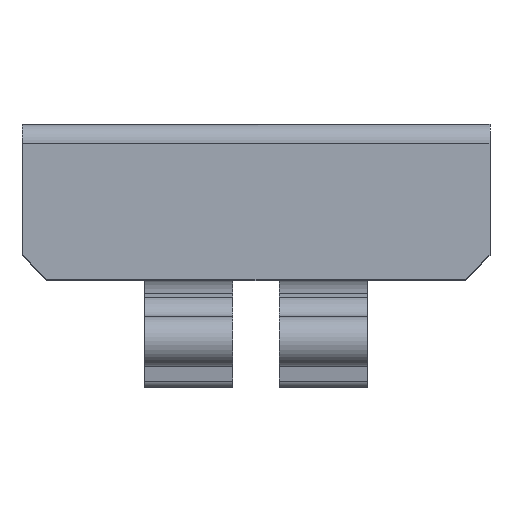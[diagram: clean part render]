
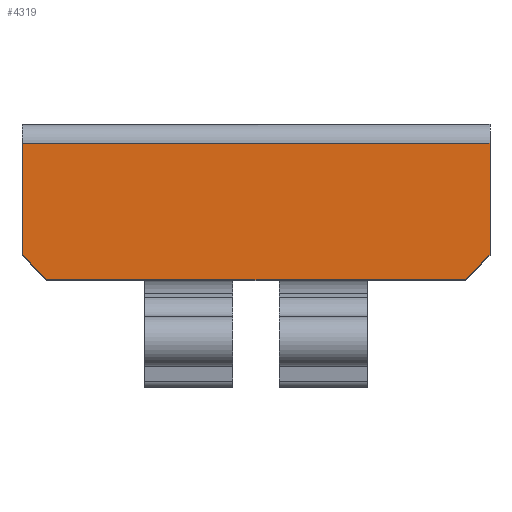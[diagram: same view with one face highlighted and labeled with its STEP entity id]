
A CAD part, top view. The second image highlights one B-rep face of the part: STEP entity #4319.
In plain terms, the highlighted planar face has unit normal (0, 0, 1).
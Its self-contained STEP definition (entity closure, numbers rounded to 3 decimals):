
#4304=AXIS2_PLACEMENT_3D('Plane Axis2P3D',#4301,#4302,#4303) ;
#685=CARTESIAN_POINT('Line Origine',(0.,2.74,40.45)) ;
#689=CARTESIAN_POINT('Vertex',(0.,6.3,40.45)) ;
#691=CARTESIAN_POINT('Vertex',(0.,3.4,40.45)) ;
#1481=CARTESIAN_POINT('Line Origine',(6.1,6.3,40.45)) ;
#1485=CARTESIAN_POINT('Vertex',(12.2,6.3,40.45)) ;
#4049=CARTESIAN_POINT('Vertex',(11.55,2.75,40.45)) ;
#4056=CARTESIAN_POINT('Vertex',(12.2,3.4,40.45)) ;
#4059=CARTESIAN_POINT('Line Origine',(11.875,3.075,40.45)) ;
#4076=CARTESIAN_POINT('Line Origine',(6.1,2.75,40.45)) ;
#4080=CARTESIAN_POINT('Vertex',(0.65,2.75,40.45)) ;
#4200=CARTESIAN_POINT('Line Origine',(0.325,3.075,40.45)) ;
#4301=CARTESIAN_POINT('Axis2P3D Location',(7.625,6.3,40.45)) ;
#4306=CARTESIAN_POINT('Line Origine',(12.2,4.85,40.45)) ;
#686=DIRECTION('Vector Direction',(0.,1.,0.)) ;
#1482=DIRECTION('Vector Direction',(-1.,0.,0.)) ;
#4060=DIRECTION('Vector Direction',(0.707,0.707,0.)) ;
#4077=DIRECTION('Vector Direction',(1.,0.,0.)) ;
#4201=DIRECTION('Vector Direction',(-0.707,0.707,0.)) ;
#4302=DIRECTION('Axis2P3D Direction',(0.,0.,1.)) ;
#4303=DIRECTION('Axis2P3D XDirection',(0.,-1.,0.)) ;
#4307=DIRECTION('Vector Direction',(0.,-1.,0.)) ;
#687=VECTOR('Line Direction',#686,1.) ;
#1483=VECTOR('Line Direction',#1482,1.) ;
#4061=VECTOR('Line Direction',#4060,1.) ;
#4078=VECTOR('Line Direction',#4077,1.) ;
#4202=VECTOR('Line Direction',#4201,1.) ;
#4308=VECTOR('Line Direction',#4307,1.) ;
#4312=ORIENTED_EDGE('',*,*,#4082,.F.) ;
#4313=ORIENTED_EDGE('',*,*,#4063,.F.) ;
#4314=ORIENTED_EDGE('',*,*,#4310,.F.) ;
#4315=ORIENTED_EDGE('',*,*,#1487,.F.) ;
#4316=ORIENTED_EDGE('',*,*,#693,.T.) ;
#4317=ORIENTED_EDGE('',*,*,#4204,.F.) ;
#4319=ADVANCED_FACE('V1',(#4318),#4305,.T.) ;
#693=EDGE_CURVE('',#690,#692,#688,.F.) ;
#1487=EDGE_CURVE('',#690,#1486,#1484,.F.) ;
#4063=EDGE_CURVE('',#4057,#4050,#4062,.F.) ;
#4082=EDGE_CURVE('',#4050,#4081,#4079,.F.) ;
#4204=EDGE_CURVE('',#4081,#692,#4203,.T.) ;
#4310=EDGE_CURVE('',#1486,#4057,#4309,.T.) ;
#4311=EDGE_LOOP('',(#4312,#4313,#4314,#4315,#4316,#4317)) ;
#4318=FACE_OUTER_BOUND('',#4311,.T.) ;
#688=LINE('Line',#685,#687) ;
#1484=LINE('Line',#1481,#1483) ;
#4062=LINE('Line',#4059,#4061) ;
#4079=LINE('Line',#4076,#4078) ;
#4203=LINE('Line',#4200,#4202) ;
#4309=LINE('Line',#4306,#4308) ;
#4305=PLANE('',#4304) ;
#690=VERTEX_POINT('',#689) ;
#692=VERTEX_POINT('',#691) ;
#1486=VERTEX_POINT('',#1485) ;
#4050=VERTEX_POINT('',#4049) ;
#4057=VERTEX_POINT('',#4056) ;
#4081=VERTEX_POINT('',#4080) ;
